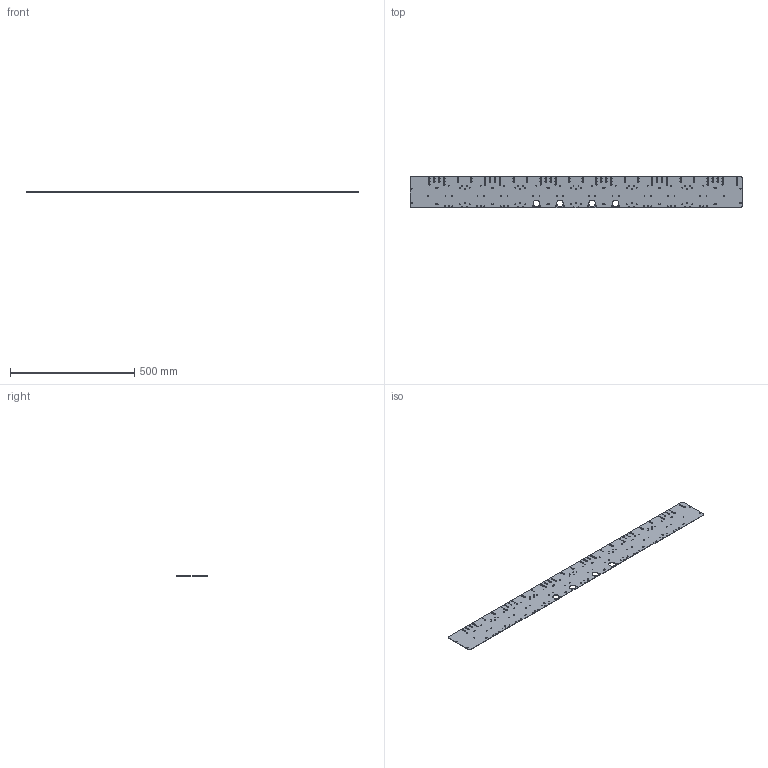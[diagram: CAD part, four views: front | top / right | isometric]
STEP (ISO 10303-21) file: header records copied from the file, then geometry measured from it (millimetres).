
FILE_DESCRIPTION(/* description */ (''),/* implementation_level */ '2;1');
FILE_NAME(/* name */ '190717_plate_fiber.stp',/* time_stamp */ '2019-07-17T13:06:29+02:00',/* author */ (''),/* organization */ (''),/* preprocessor_version */ 'ST-DEVELOPER v16.7',/* originating_system */ 'SIEMENS PLM Software NX 12.0',/* authorisation */ '');
FILE_SCHEMA (('AUTOMOTIVE_DESIGN { 1 0 10303 214 3 1 1 1 }'));
Length unit declared in the file: millimetre
Products named in the file (1): bmas23D4C2D8s0py
Bounding box: 1336 x 125 x 1.5 mm (x, y, z)
Volume: 241404.3 mm3; surface area: 331488.8 mm2
Topology: 1 solids, 1 shells, 245 faces, 729 edges, 486 vertices
Faces by surface type: cylinder 235, plane 10
Full cylindrical faces by diameter (mm): 3.5 x66, 3.9 x56, 4.5 x14, 5.5 x2, 6 x81
Entity records: 9909 total; most frequent: DIRECTION 1472, CARTESIAN_POINT 1242, ORIENTED_EDGE 1020, EDGE_LOOP 902, FACE_BOUND 878, AXIS2_PLACEMENT_3D 716, EDGE_CURVE 510, VERTEX_POINT 486
